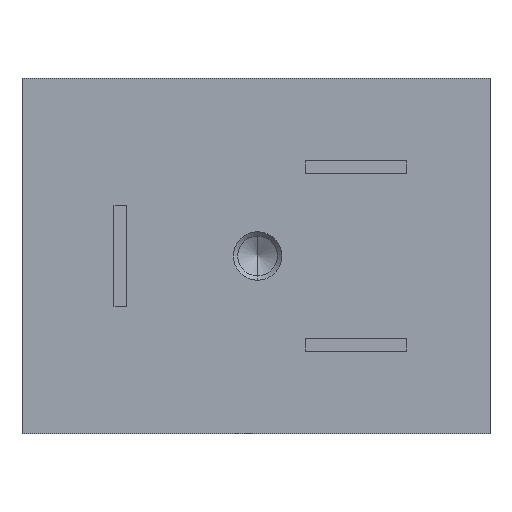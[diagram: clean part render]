
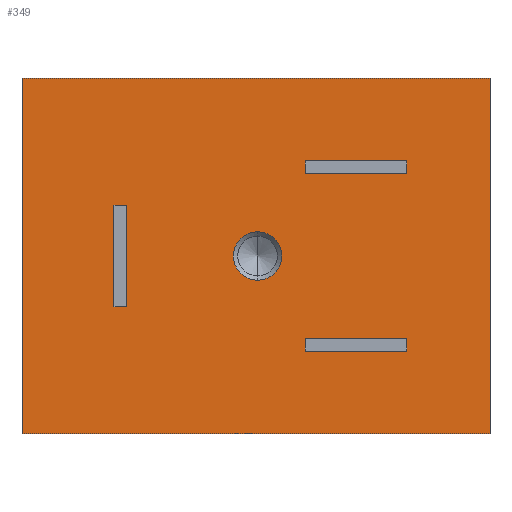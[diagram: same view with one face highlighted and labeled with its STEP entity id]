
A CAD part, front view. The second image highlights one B-rep face of the part: STEP entity #349.
In plain terms, the highlighted planar face has unit normal (0, -1, 0).
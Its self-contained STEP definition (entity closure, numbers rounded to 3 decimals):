
#22 = DIRECTION ( 'NONE',  ( 0., 0., 1. ) ) ;
#31 = EDGE_CURVE ( 'NONE', #967, #1019, #1006, .T. ) ;
#39 = DIRECTION ( 'NONE',  ( 0., 0., 1. ) ) ;
#40 = ORIENTED_EDGE ( 'NONE', *, *, #790, .F. ) ;
#42 = VERTEX_POINT ( 'NONE', #297 ) ;
#49 = CARTESIAN_POINT ( 'NONE',  ( 9.35, 0., -5.1 ) ) ;
#57 = CARTESIAN_POINT ( 'NONE',  ( -8., 0., 3.15 ) ) ;
#59 = AXIS2_PLACEMENT_3D ( 'NONE', #1046, #966, #22 ) ;
#67 = ORIENTED_EDGE ( 'NONE', *, *, #484, .T. ) ;
#77 = DIRECTION ( 'NONE',  ( 0., 0., -1. ) ) ;
#81 = CARTESIAN_POINT ( 'NONE',  ( -8.8, 0., -3.15 ) ) ;
#92 = LINE ( 'NONE', #584, #979 ) ;
#96 = VECTOR ( 'NONE', #387, 1000. ) ;
#110 = VERTEX_POINT ( 'NONE', #49 ) ;
#112 = VERTEX_POINT ( 'NONE', #734 ) ;
#119 = LINE ( 'NONE', #1069, #158 ) ;
#130 = VECTOR ( 'NONE', #497, 1000. ) ;
#140 = ORIENTED_EDGE ( 'NONE', *, *, #599, .T. ) ;
#149 = ORIENTED_EDGE ( 'NONE', *, *, #31, .T. ) ;
#151 = CARTESIAN_POINT ( 'NONE',  ( -14.5, 0., 11. ) ) ;
#152 = CARTESIAN_POINT ( 'NONE',  ( 9.35, 0., 5.1 ) ) ;
#153 = VERTEX_POINT ( 'NONE', #239 ) ;
#154 = DIRECTION ( 'NONE',  ( -1., 0., 0. ) ) ;
#155 = EDGE_CURVE ( 'NONE', #371, #910, #92, .T. ) ;
#158 = VECTOR ( 'NONE', #668, 1000. ) ;
#161 = EDGE_LOOP ( 'NONE', ( #40, #651 ) ) ;
#173 = ORIENTED_EDGE ( 'NONE', *, *, #191, .F. ) ;
#174 = LINE ( 'NONE', #330, #1044 ) ;
#175 = CARTESIAN_POINT ( 'NONE',  ( 0.1, 0., 0. ) ) ;
#179 = VERTEX_POINT ( 'NONE', #334 ) ;
#184 = CARTESIAN_POINT ( 'NONE',  ( 9.35, 0., 5.1 ) ) ;
#186 = DIRECTION ( 'NONE',  ( 0., -1., 0. ) ) ;
#191 = EDGE_CURVE ( 'NONE', #202, #1019, #850, .T. ) ;
#202 = VERTEX_POINT ( 'NONE', #682 ) ;
#208 = ORIENTED_EDGE ( 'NONE', *, *, #848, .F. ) ;
#214 = VERTEX_POINT ( 'NONE', #252 ) ;
#235 = LINE ( 'NONE', #151, #416 ) ;
#237 = CIRCLE ( 'NONE', #432, 1.5 ) ;
#239 = CARTESIAN_POINT ( 'NONE',  ( 9.35, 0., 5.9 ) ) ;
#252 = CARTESIAN_POINT ( 'NONE',  ( 3.05, 0., 5.9 ) ) ;
#257 = EDGE_CURVE ( 'NONE', #1078, #153, #666, .T. ) ;
#259 = ORIENTED_EDGE ( 'NONE', *, *, #390, .F. ) ;
#265 = VERTEX_POINT ( 'NONE', #844 ) ;
#270 = ORIENTED_EDGE ( 'NONE', *, *, #472, .T. ) ;
#281 = VECTOR ( 'NONE', #691, 1000. ) ;
#290 = VECTOR ( 'NONE', #332, 1000. ) ;
#297 = CARTESIAN_POINT ( 'NONE',  ( 3.05, 0., 5.1 ) ) ;
#311 = CARTESIAN_POINT ( 'NONE',  ( -8., 0., -3.15 ) ) ;
#313 = EDGE_LOOP ( 'NONE', ( #208, #259, #914, #706 ) ) ;
#321 = VECTOR ( 'NONE', #77, 1000. ) ;
#330 = CARTESIAN_POINT ( 'NONE',  ( 9.35, 0., 5.9 ) ) ;
#332 = DIRECTION ( 'NONE',  ( 1., 0., 0. ) ) ;
#334 = CARTESIAN_POINT ( 'NONE',  ( -8.8, 0., 3.15 ) ) ;
#336 = EDGE_LOOP ( 'NONE', ( #368, #270, #487, #905 ) ) ;
#346 = VERTEX_POINT ( 'NONE', #531 ) ;
#347 = LINE ( 'NONE', #512, #281 ) ;
#349 = ADVANCED_FACE ( 'NONE', ( #711, #524, #1054, #974, #622 ), #430, .F. ) ;
#363 = CARTESIAN_POINT ( 'NONE',  ( 9.35, 0., -5.1 ) ) ;
#368 = ORIENTED_EDGE ( 'NONE', *, *, #1063, .T. ) ;
#369 = DIRECTION ( 'NONE',  ( -1., 0., 0. ) ) ;
#371 = VERTEX_POINT ( 'NONE', #535 ) ;
#380 = ORIENTED_EDGE ( 'NONE', *, *, #647, .T. ) ;
#387 = DIRECTION ( 'NONE',  ( 0., 0., 1. ) ) ;
#390 = EDGE_CURVE ( 'NONE', #456, #346, #1071, .T. ) ;
#399 = LINE ( 'NONE', #1083, #836 ) ;
#403 = EDGE_CURVE ( 'NONE', #977, #265, #237, .T. ) ;
#405 = DIRECTION ( 'NONE',  ( -1., 0., 0. ) ) ;
#416 = VECTOR ( 'NONE', #420, 1000. ) ;
#420 = DIRECTION ( 'NONE',  ( 0., 0., -1. ) ) ;
#427 = VERTEX_POINT ( 'NONE', #723 ) ;
#430 = PLANE ( 'NONE',  #59 ) ;
#432 = AXIS2_PLACEMENT_3D ( 'NONE', #903, #560, #649 ) ;
#439 = LINE ( 'NONE', #184, #576 ) ;
#456 = VERTEX_POINT ( 'NONE', #566 ) ;
#472 = EDGE_CURVE ( 'NONE', #42, #214, #810, .T. ) ;
#484 = EDGE_CURVE ( 'NONE', #110, #967, #399, .T. ) ;
#487 = ORIENTED_EDGE ( 'NONE', *, *, #1012, .F. ) ;
#497 = DIRECTION ( 'NONE',  ( 0., 0., 1. ) ) ;
#507 = CARTESIAN_POINT ( 'NONE',  ( -14.5, 0., 11. ) ) ;
#512 = CARTESIAN_POINT ( 'NONE',  ( -8., 0., -3.15 ) ) ;
#513 = CARTESIAN_POINT ( 'NONE',  ( -14.5, 0., -11. ) ) ;
#524 = FACE_BOUND ( 'NONE', #607, .T. ) ;
#531 = CARTESIAN_POINT ( 'NONE',  ( -8., 0., 3.15 ) ) ;
#535 = CARTESIAN_POINT ( 'NONE',  ( 14.5, 0., 11. ) ) ;
#543 = ORIENTED_EDGE ( 'NONE', *, *, #665, .F. ) ;
#552 = CARTESIAN_POINT ( 'NONE',  ( 14.5, 0., -11. ) ) ;
#553 = DIRECTION ( 'NONE',  ( 0., 0., -1. ) ) ;
#560 = DIRECTION ( 'NONE',  ( 0., -1., 0. ) ) ;
#566 = CARTESIAN_POINT ( 'NONE',  ( -8., 0., -3.15 ) ) ;
#574 = VERTEX_POINT ( 'NONE', #81 ) ;
#576 = VECTOR ( 'NONE', #1103, 1000. ) ;
#584 = CARTESIAN_POINT ( 'NONE',  ( 14.5, 0., 11. ) ) ;
#588 = CARTESIAN_POINT ( 'NONE',  ( 3.05, 0., -5.1 ) ) ;
#599 = EDGE_CURVE ( 'NONE', #427, #910, #664, .T. ) ;
#607 = EDGE_LOOP ( 'NONE', ( #173, #714, #67, #149 ) ) ;
#610 = VECTOR ( 'NONE', #369, 1000. ) ;
#622 = FACE_BOUND ( 'NONE', #336, .T. ) ;
#626 = DIRECTION ( 'NONE',  ( 0., 0., -1. ) ) ;
#633 = LINE ( 'NONE', #57, #845 ) ;
#641 = CARTESIAN_POINT ( 'NONE',  ( 3.05, 0., 5.1 ) ) ;
#647 = EDGE_CURVE ( 'NONE', #112, #427, #235, .T. ) ;
#649 = DIRECTION ( 'NONE',  ( 0., 0., -1. ) ) ;
#651 = ORIENTED_EDGE ( 'NONE', *, *, #403, .F. ) ;
#664 = LINE ( 'NONE', #513, #290 ) ;
#665 = EDGE_CURVE ( 'NONE', #112, #371, #669, .T. ) ;
#666 = LINE ( 'NONE', #152, #130 ) ;
#667 = ORIENTED_EDGE ( 'NONE', *, *, #155, .F. ) ;
#668 = DIRECTION ( 'NONE',  ( 0., 0., 1. ) ) ;
#669 = LINE ( 'NONE', #507, #704 ) ;
#674 = DIRECTION ( 'NONE',  ( -1., 0., 0. ) ) ;
#682 = CARTESIAN_POINT ( 'NONE',  ( 3.05, 0., -5.1 ) ) ;
#691 = DIRECTION ( 'NONE',  ( -1., 0., 0. ) ) ;
#697 = AXIS2_PLACEMENT_3D ( 'NONE', #175, #186, #626 ) ;
#702 = VECTOR ( 'NONE', #405, 1000. ) ;
#704 = VECTOR ( 'NONE', #1027, 1000. ) ;
#706 = ORIENTED_EDGE ( 'NONE', *, *, #824, .T. ) ;
#709 = EDGE_LOOP ( 'NONE', ( #140, #667, #543, #380 ) ) ;
#711 = FACE_BOUND ( 'NONE', #313, .T. ) ;
#714 = ORIENTED_EDGE ( 'NONE', *, *, #730, .F. ) ;
#723 = CARTESIAN_POINT ( 'NONE',  ( -14.5, 0., -11. ) ) ;
#730 = EDGE_CURVE ( 'NONE', #110, #202, #866, .T. ) ;
#734 = CARTESIAN_POINT ( 'NONE',  ( -14.5, 0., 11. ) ) ;
#756 = DIRECTION ( 'NONE',  ( 0., 0., -1. ) ) ;
#790 = EDGE_CURVE ( 'NONE', #265, #977, #1023, .T. ) ;
#810 = LINE ( 'NONE', #641, #945 ) ;
#824 = EDGE_CURVE ( 'NONE', #574, #179, #119, .T. ) ;
#836 = VECTOR ( 'NONE', #553, 1000. ) ;
#838 = CARTESIAN_POINT ( 'NONE',  ( 9.35, 0., -5.9 ) ) ;
#844 = CARTESIAN_POINT ( 'NONE',  ( 0.1, 0., 1.5 ) ) ;
#845 = VECTOR ( 'NONE', #154, 1000. ) ;
#848 = EDGE_CURVE ( 'NONE', #346, #179, #633, .T. ) ;
#850 = LINE ( 'NONE', #588, #321 ) ;
#866 = LINE ( 'NONE', #363, #610 ) ;
#903 = CARTESIAN_POINT ( 'NONE',  ( 0.1, 0., 0. ) ) ;
#905 = ORIENTED_EDGE ( 'NONE', *, *, #257, .F. ) ;
#910 = VERTEX_POINT ( 'NONE', #552 ) ;
#914 = ORIENTED_EDGE ( 'NONE', *, *, #1003, .T. ) ;
#945 = VECTOR ( 'NONE', #39, 1000. ) ;
#960 = CARTESIAN_POINT ( 'NONE',  ( 3.05, 0., -5.9 ) ) ;
#966 = DIRECTION ( 'NONE',  ( 0., 1., 0. ) ) ;
#967 = VERTEX_POINT ( 'NONE', #1109 ) ;
#974 = FACE_BOUND ( 'NONE', #161, .T. ) ;
#977 = VERTEX_POINT ( 'NONE', #1030 ) ;
#979 = VECTOR ( 'NONE', #756, 1000. ) ;
#1003 = EDGE_CURVE ( 'NONE', #456, #574, #347, .T. ) ;
#1006 = LINE ( 'NONE', #838, #702 ) ;
#1012 = EDGE_CURVE ( 'NONE', #153, #214, #174, .T. ) ;
#1019 = VERTEX_POINT ( 'NONE', #960 ) ;
#1023 = CIRCLE ( 'NONE', #697, 1.5 ) ;
#1025 = CARTESIAN_POINT ( 'NONE',  ( 9.35, 0., 5.1 ) ) ;
#1027 = DIRECTION ( 'NONE',  ( 1., 0., 0. ) ) ;
#1030 = CARTESIAN_POINT ( 'NONE',  ( 0.1, 0., -1.5 ) ) ;
#1044 = VECTOR ( 'NONE', #674, 1000. ) ;
#1046 = CARTESIAN_POINT ( 'NONE',  ( -14.5, 0., 11. ) ) ;
#1054 = FACE_OUTER_BOUND ( 'NONE', #709, .T. ) ;
#1063 = EDGE_CURVE ( 'NONE', #1078, #42, #439, .T. ) ;
#1069 = CARTESIAN_POINT ( 'NONE',  ( -8.8, 0., -3.15 ) ) ;
#1071 = LINE ( 'NONE', #311, #96 ) ;
#1078 = VERTEX_POINT ( 'NONE', #1025 ) ;
#1083 = CARTESIAN_POINT ( 'NONE',  ( 9.35, 0., -5.1 ) ) ;
#1103 = DIRECTION ( 'NONE',  ( -1., 0., 0. ) ) ;
#1109 = CARTESIAN_POINT ( 'NONE',  ( 9.35, 0., -5.9 ) ) ;
